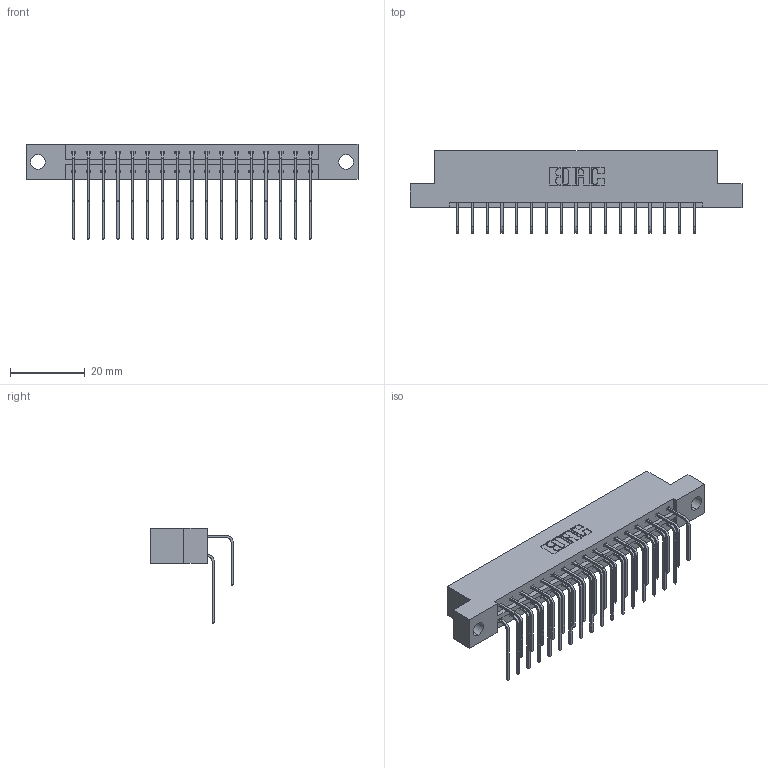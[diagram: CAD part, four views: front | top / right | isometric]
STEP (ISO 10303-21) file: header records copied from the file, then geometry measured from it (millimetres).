
FILE_DESCRIPTION (( 'STEP AP203' ), '1' );
FILE_NAME ('833-034-558-204.STEP', '2020-06-02T23:24:51', ( '' ), ( '' ), 'SwSTEP 2.0', 'SolidWorks 2020', '' );
FILE_SCHEMA (( 'CONFIG_CONTROL_DESIGN' ));
Length unit declared in the file: inch
Products named in the file (4): 345-292-001_558 Tail - 2; 345-292-001_558 559 Tail - 1; 833-034-558-204; 833 Part_Flush - .156 Dia - TH
Assembly tree (35 placements, depth 2):
  833-034-558-204
    833 Part_Flush - .156 Dia - TH
    345-292-001_558 559 Tail - 1  x17
    345-292-001_558 Tail - 2  x17
Bounding box: 88.9 x 22.17 x 25.53 mm (x, y, z)
Volume: 8950.7 mm3; surface area: 11089.7 mm2
Topology: 35 solids, 35 shells, 1950 faces, 5785 edges, 3810 vertices
Faces by surface type: plane 1362, cylinder 588
Entity records: 15957 total; most frequent: CARTESIAN_POINT 2725, ORIENTED_EDGE 2610, DIRECTION 2353, EDGE_CURVE 1305, LINE 1137, VECTOR 1137, VERTEX_POINT 866, AXIS2_PLACEMENT_3D 608
